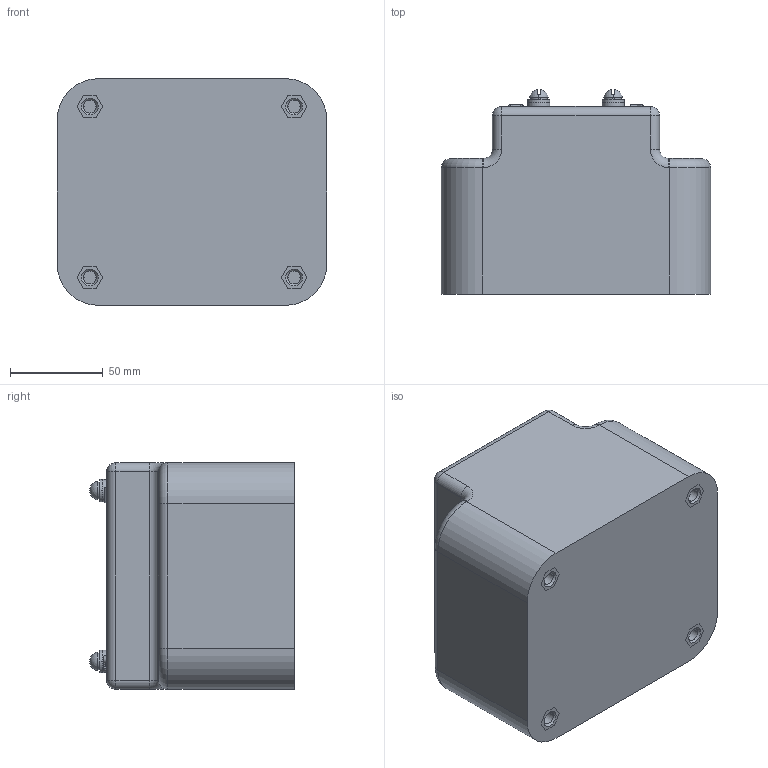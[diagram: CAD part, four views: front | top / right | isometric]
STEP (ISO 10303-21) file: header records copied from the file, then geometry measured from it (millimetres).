
FILE_DESCRIPTION (( 'STEP AP214' ), '1' );
FILE_NAME ('峭嗡.07.STEP', '2025-03-28T04:33:19', ( '' ), ( '' ), 'SwSTEP 2.0', 'SolidWorks 2010', '' );
FILE_SCHEMA (( 'AUTOMOTIVE_DESIGN' ));
Length unit declared in the file: millimetre
Products named in the file (28): 霰迖.671241.007_灚貗樉; ﾋ褊 ﾋﾊ^5ﾃﾃ.640.105; Ëåíòà Ñò NV30S-145, 20ìì^5ÃÃ.640.105; 8藤.551.035; 8藤.159.032; е恂.07; ñòÿæêà ^ 6ÃÃ.610.106_äëÿ 0,38; 8藤.136.025; ﾋ頸鵫 硴鶴 ^6ﾃﾃ.671 241.001 濵秬ﾍﾎﾋ.12-0,38; ÄÅÍÐ.685429.003_ÄÅÍÐ.685429.003(äëÿ ìîäåëè); Ïëåíêà ÏÝÒ-Ý-50 ^ÄÅÍÐ.685429.003_ìåæñëîåâàÿ ÍÎË.12-0,38; ﾘ琺矜 A.6.019 ﾃﾎﾑﾒ 11371-78_ﾘ琺矜 A.6.019 ﾃﾎﾑﾒ 11371-78; ﾘ琺矜 6 65ﾃ 019 ﾃﾎﾑﾒ 6402-70_ﾘ琺矜 6 65ﾃ 019 ﾃﾎﾑﾒ 6402-70; 霰迖.684417.010_逜貗樉; 8ﾃﾃ.087.011_ﾍﾎﾋ.12-0.38; Ëåíòà Ñò NV30S-145, 30ìì^5ÃÃ.640.105; 8桋.193.118_4; Çàìàçêà ^5ÃÃ.640.105; ﾍ瑩浯 韈鸙 ^ﾄﾅﾍﾐ.685429.003_ﾍﾎﾋ.12-0,38; Ïðîâîä ÏÝÒÌ-155^ÄÅÍÐ.685429.003_ Ïðîâîä ÏÝÒÌ-155 ÍÎË.12-0,38 (Òðàíñôîðìàòîð íàïðÿæåíèÿ èçìåðèòåëüíûé); Ãàéêà M6-6H.0112 ÃÎÑÒ 5915-70_Ãàéêà M6-6H.0112 ÃÎÑÒ 5915-70; Çàìîê ìåòàëëè÷åñêèé(19Õ22õ0,6) ìì ; 鎔艜 昳鍕譇賥譔M6-6gx10.58.019 襞旂 17473-80_鎔艜 昳鍕譇賥譔M6-6gx10.58.019 襞旂 17473-80; Ãàéêà M8-6H.5.0112 ÃÎÑÒ 5915-70_Ãàéêà M8-6H.5.0112 ÃÎÑÒ 5915-70; 8藤.150.140; 5藤.640.105; 8ÃÃ.193.060_áåç èñïîëíåíèÿ; 8藤.136.026
Assembly tree (53 placements, depth 5):
  е恂.07
    ﾘ琺矜 A.6.019 ﾃﾎﾑﾒ 11371-78_ﾘ琺矜 A.6.019 ﾃﾎﾑﾒ 11371-78  x4
    ﾘ琺矜 6 65ﾃ 019 ﾃﾎﾑﾒ 6402-70_ﾘ琺矜 6 65ﾃ 019 ﾃﾎﾑﾒ 6402-70  x4
    鎔艜 昳鍕譇賥譔M6-6gx10.58.019 襞旂 17473-80_鎔艜 昳鍕譇賥譔M6-6gx10.58.019 襞旂 17473-80  x4
    霰迖.671241.007_灚貗樉
      霰迖.684417.010_逜貗樉
        8藤.551.035  x4
        8藤.150.140  x2
        8ÃÃ.193.060_áåç èñïîëíåíèÿ  x4
        Ãàéêà M6-6H.0112 ÃÎÑÒ 5915-70_Ãàéêà M6-6H.0112 ÃÎÑÒ 5915-70  x4
        ñòÿæêà ^ 6ÃÃ.610.106_äëÿ 0,38
        8ﾃﾃ.087.011_ﾍﾎﾋ.12-0.38
        Çàìîê ìåòàëëè÷åñêèé(19Õ22õ0,6) ìì 
        Ãàéêà M8-6H.5.0112 ÃÎÑÒ 5915-70_Ãàéêà M8-6H.5.0112 ÃÎÑÒ 5915-70  x4
        8藤.159.032
        8桋.193.118_4  x2
        ÄÅÍÐ.685429.003_ÄÅÍÐ.685429.003(äëÿ ìîäåëè)
          Ïðîâîä ÏÝÒÌ-155^ÄÅÍÐ.685429.003_ Ïðîâîä ÏÝÒÌ-155 ÍÎË.12-0,38 (Òðàíñôîðìàòîð íàïðÿæåíèÿ èçìåðèòåëüíûé)
          8藤.136.025
          ﾍ瑩浯 韈鸙 ^ﾄﾅﾍﾐ.685429.003_ﾍﾎﾋ.12-0,38
          8藤.136.026
          Ïëåíêà ÏÝÒ-Ý-50 ^ÄÅÍÐ.685429.003_ìåæñëîåâàÿ ÍÎË.12-0,38  x2
        5藤.640.105
          Ëåíòà Ñò NV30S-145, 30ìì^5ÃÃ.640.105  x2
          Ëåíòà Ñò NV30S-145, 20ìì^5ÃÃ.640.105  x2
          ﾋ褊 ﾋﾊ^5ﾃﾃ.640.105
          Çàìàçêà ^5ÃÃ.640.105
      ﾋ頸鵫 硴鶴 ^6ﾃﾃ.671 241.001 濵秬ﾍﾎﾋ.12-0,38
Bounding box: 145 x 110.12 x 122 mm (x, y, z)
Volume: 1619374.7 mm3; surface area: 579450.6 mm2
Topology: 66 solids, 68 shells, 1384 faces, 3301 edges, 2073 vertices
Faces by surface type: plane 727, cylinder 436, cone 183, sphere 20, torus 10, bspline 8
Entity records: 33722 total; most frequent: CARTESIAN_POINT 6079, DIRECTION 5300, ORIENTED_EDGE 4962, EDGE_CURVE 2481, AXIS2_PLACEMENT_3D 1848, VECTOR 1604, LINE 1604, VERTEX_POINT 1579
